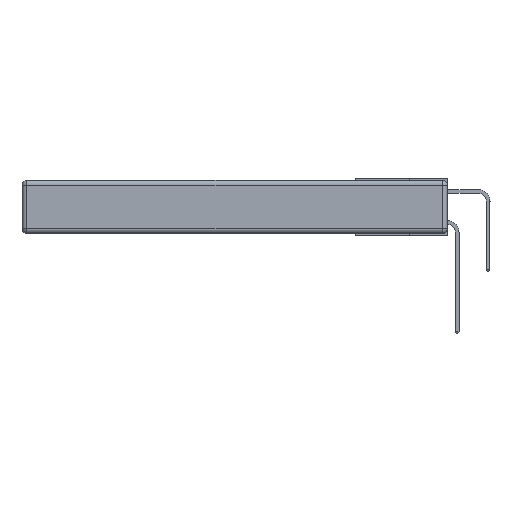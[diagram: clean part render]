
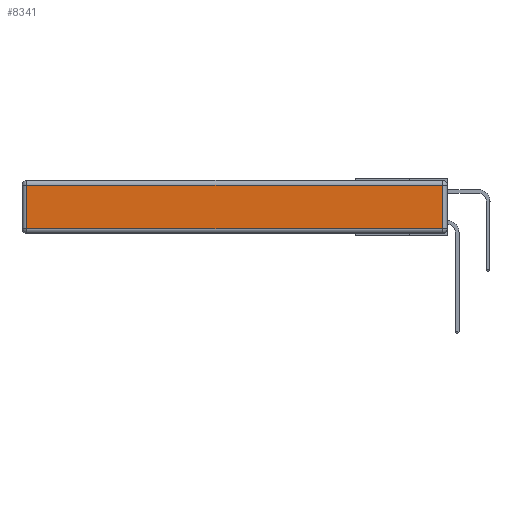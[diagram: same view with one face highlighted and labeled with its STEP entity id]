
A CAD part, left-side view. The second image highlights one B-rep face of the part: STEP entity #8341.
In plain terms, the highlighted planar face has unit normal (-1, 0, 0).
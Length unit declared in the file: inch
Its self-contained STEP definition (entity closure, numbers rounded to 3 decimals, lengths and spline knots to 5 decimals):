
#260 = DIRECTION ( 'NONE',  ( 0., 1., 0. ) ) ;
#323 = LINE ( 'NONE', #11323, #6493 ) ;
#941 = CARTESIAN_POINT ( 'NONE',  ( 0., 2.72, -0.03 ) ) ;
#959 = VERTEX_POINT ( 'NONE', #2612 ) ;
#2612 = CARTESIAN_POINT ( 'NONE',  ( 0., 0.03, -0.03 ) ) ;
#2822 = CARTESIAN_POINT ( 'NONE',  ( 0., 0., -0.343 ) ) ;
#3087 = LINE ( 'NONE', #8709, #9970 ) ;
#3283 = VERTEX_POINT ( 'NONE', #9331 ) ;
#3803 = CARTESIAN_POINT ( 'NONE',  ( 0., 2.75, -0.03 ) ) ;
#3994 = DIRECTION ( 'NONE',  ( 0., -1., 0. ) ) ;
#4715 = ORIENTED_EDGE ( 'NONE', *, *, #10076, .T. ) ;
#4841 = AXIS2_PLACEMENT_3D ( 'NONE', #2822, #7988, #12855 ) ;
#5321 = PLANE ( 'NONE',  #4841 ) ;
#6202 = FACE_OUTER_BOUND ( 'NONE', #13703, .T. ) ;
#6493 = VECTOR ( 'NONE', #3994, 39.37008 ) ;
#7988 = DIRECTION ( 'NONE',  ( -1., 0., 0. ) ) ;
#8341 = ADVANCED_FACE ( 'NONE', ( #6202 ), #5321, .T. ) ;
#8709 = CARTESIAN_POINT ( 'NONE',  ( 0., 2.72, -0.343 ) ) ;
#9331 = CARTESIAN_POINT ( 'NONE',  ( 0., 2.72, -0.313 ) ) ;
#9970 = VECTOR ( 'NONE', #14787, 39.37008 ) ;
#10076 = EDGE_CURVE ( 'NONE', #15161, #3283, #3087, .T. ) ;
#10812 = LINE ( 'NONE', #3803, #13296 ) ;
#10902 = ORIENTED_EDGE ( 'NONE', *, *, #13415, .T. ) ;
#11323 = CARTESIAN_POINT ( 'NONE',  ( 0., 0., -0.313 ) ) ;
#11415 = LINE ( 'NONE', #13669, #11801 ) ;
#11801 = VECTOR ( 'NONE', #13723, 39.37008 ) ;
#12855 = DIRECTION ( 'NONE',  ( 0., 0., 1. ) ) ;
#13250 = CARTESIAN_POINT ( 'NONE',  ( 0., 0.03, -0.313 ) ) ;
#13296 = VECTOR ( 'NONE', #260, 39.37008 ) ;
#13415 = EDGE_CURVE ( 'NONE', #959, #15161, #10812, .T. ) ;
#13669 = CARTESIAN_POINT ( 'NONE',  ( 0., 0.03, -0.343 ) ) ;
#13703 = EDGE_LOOP ( 'NONE', ( #15522, #13929, #10902, #4715 ) ) ;
#13723 = DIRECTION ( 'NONE',  ( 0., 0., 1. ) ) ;
#13803 = EDGE_CURVE ( 'NONE', #3283, #14644, #323, .T. ) ;
#13929 = ORIENTED_EDGE ( 'NONE', *, *, #14723, .T. ) ;
#14644 = VERTEX_POINT ( 'NONE', #13250 ) ;
#14723 = EDGE_CURVE ( 'NONE', #14644, #959, #11415, .T. ) ;
#14787 = DIRECTION ( 'NONE',  ( 0., 0., -1. ) ) ;
#15161 = VERTEX_POINT ( 'NONE', #941 ) ;
#15522 = ORIENTED_EDGE ( 'NONE', *, *, #13803, .T. ) ;
